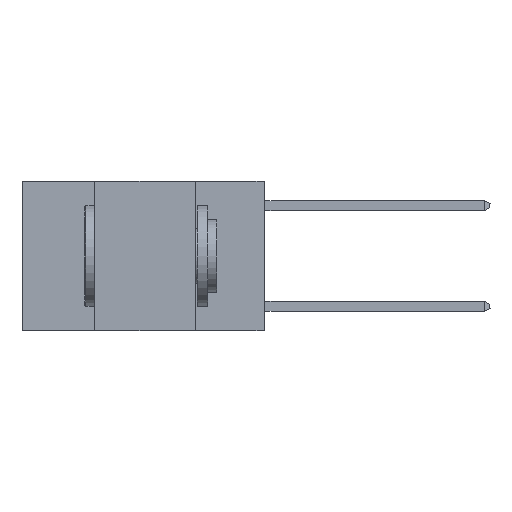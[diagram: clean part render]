
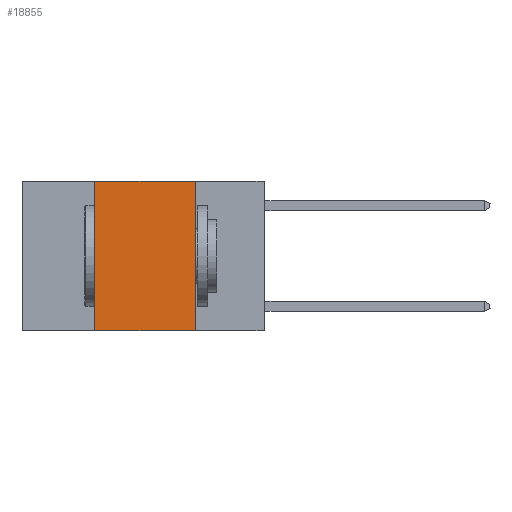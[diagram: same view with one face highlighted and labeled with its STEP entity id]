
A CAD part, left-side view. The second image highlights one B-rep face of the part: STEP entity #18855.
In plain terms, the highlighted planar face has unit normal (-1, 0, 0).
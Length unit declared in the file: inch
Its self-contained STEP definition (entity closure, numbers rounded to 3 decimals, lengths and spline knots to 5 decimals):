
#106 = DIRECTION ( 'NONE',  ( 0., -1., 0. ) ) ;
#1109 = FACE_OUTER_BOUND ( 'NONE', #7910, .T. ) ;
#1630 = DIRECTION ( 'NONE',  ( 0., 0., -1. ) ) ;
#2909 = ORIENTED_EDGE ( 'NONE', *, *, #9514, .F. ) ;
#4642 = VECTOR ( 'NONE', #8303, 39.37008 ) ;
#4818 = CARTESIAN_POINT ( 'NONE',  ( 0., 0.42, -0.37 ) ) ;
#5473 = CARTESIAN_POINT ( 'NONE',  ( 0., 0.42, 0. ) ) ;
#5841 = CARTESIAN_POINT ( 'NONE',  ( 0., 0.6, 0. ) ) ;
#6041 = DIRECTION ( 'NONE',  ( 0., 0., -1. ) ) ;
#6135 = DIRECTION ( 'NONE',  ( 1., 0., 0. ) ) ;
#6554 = CARTESIAN_POINT ( 'NONE',  ( 0., 0.6, 0. ) ) ;
#7561 = LINE ( 'NONE', #13997, #16464 ) ;
#7688 = CARTESIAN_POINT ( 'NONE',  ( 0., 0.17, 0. ) ) ;
#7910 = EDGE_LOOP ( 'NONE', ( #11730, #2909, #18812, #16063 ) ) ;
#8274 = VERTEX_POINT ( 'NONE', #4818 ) ;
#8303 = DIRECTION ( 'NONE',  ( 0., 0., 1. ) ) ;
#8767 = VERTEX_POINT ( 'NONE', #19642 ) ;
#8891 = EDGE_CURVE ( 'NONE', #14482, #8767, #7561, .T. ) ;
#9137 = PLANE ( 'NONE',  #15924 ) ;
#9514 = EDGE_CURVE ( 'NONE', #10456, #14482, #14184, .T. ) ;
#10456 = VERTEX_POINT ( 'NONE', #13013 ) ;
#10890 = EDGE_CURVE ( 'NONE', #8274, #8767, #15179, .T. ) ;
#11730 = ORIENTED_EDGE ( 'NONE', *, *, #8891, .F. ) ;
#12140 = CARTESIAN_POINT ( 'NONE',  ( 0., 0.6, -0.37 ) ) ;
#12671 = DIRECTION ( 'NONE',  ( 0., -1., 0. ) ) ;
#13013 = CARTESIAN_POINT ( 'NONE',  ( 0., 0.42, 0. ) ) ;
#13997 = CARTESIAN_POINT ( 'NONE',  ( 0., 0.17, 0. ) ) ;
#14184 = LINE ( 'NONE', #6554, #16965 ) ;
#14482 = VERTEX_POINT ( 'NONE', #7688 ) ;
#15179 = LINE ( 'NONE', #12140, #19603 ) ;
#15924 = AXIS2_PLACEMENT_3D ( 'NONE', #5841, #6135, #6041 ) ;
#16063 = ORIENTED_EDGE ( 'NONE', *, *, #10890, .T. ) ;
#16464 = VECTOR ( 'NONE', #1630, 39.37008 ) ;
#16965 = VECTOR ( 'NONE', #12671, 39.37008 ) ;
#17751 = LINE ( 'NONE', #5473, #4642 ) ;
#18812 = ORIENTED_EDGE ( 'NONE', *, *, #19474, .F. ) ;
#18855 = ADVANCED_FACE ( 'NONE', ( #1109 ), #9137, .F. ) ;
#19474 = EDGE_CURVE ( 'NONE', #8274, #10456, #17751, .T. ) ;
#19603 = VECTOR ( 'NONE', #106, 39.37008 ) ;
#19642 = CARTESIAN_POINT ( 'NONE',  ( 0., 0.17, -0.37 ) ) ;
